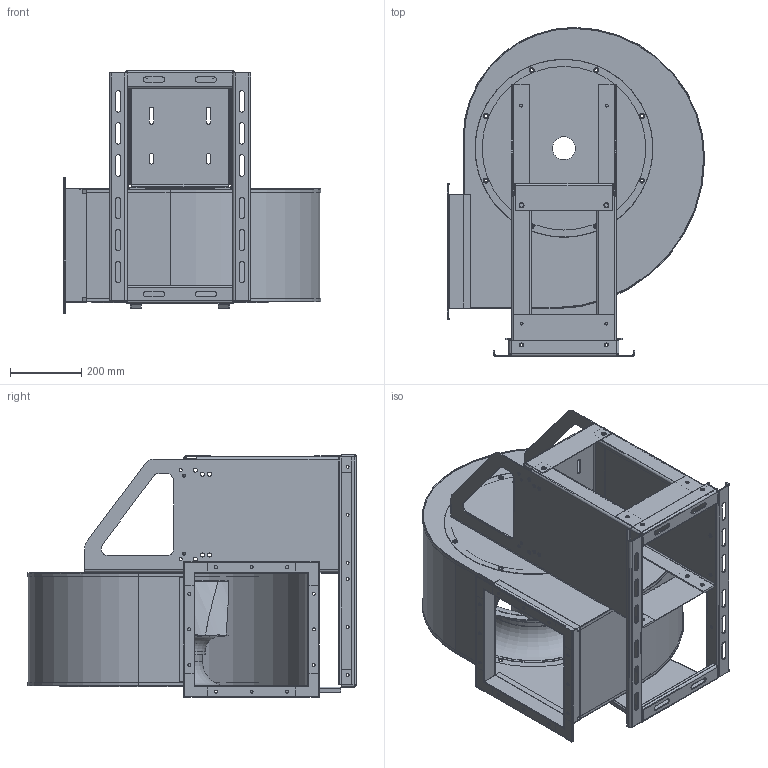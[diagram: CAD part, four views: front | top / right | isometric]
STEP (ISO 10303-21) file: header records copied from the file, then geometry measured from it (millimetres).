
FILE_DESCRIPTION(('STEP AP203'), '1');
FILE_NAME('BP 80-70-4.5', '', ('UNSPECIFIED'), ('UNSPECIFIED'), 'ASCON STEP Converter 1.3', 'ASCON Math Kernel', '');
FILE_SCHEMA(('CONFIG_CONTROL_DESIGN'));
Length unit declared in the file: millimetre
Bounding box: 723 x 924.5 x 682.18 mm (x, y, z)
Volume: 6649078.4 mm3; surface area: 6412394 mm2
Topology: 4 solids, 4 shells, 1201 faces, 3233 edges, 2001 vertices
Faces by surface type: plane 683, cylinder 394, bspline 120, torus 4
Full cylindrical faces by diameter (mm): 6.5 x2, 7.3 x6, 8.5 x44, 9.3 x16, 11.3 x45, 14 x14, 65 x1, 91 x1, 300 x1, 304 x1, 315 x1, 319 x1, 450 x2, 460 x2, 500 x2
Entity records: 49197 total; most frequent: CARTESIAN_POINT 10634, ORIENTED_EDGE 6180, DIRECTION 5460, EDGE_CURVE 3090, VERTEX_POINT 2001, AXIS2_PLACEMENT_3D 1864, LINE 1732, VECTOR 1732
